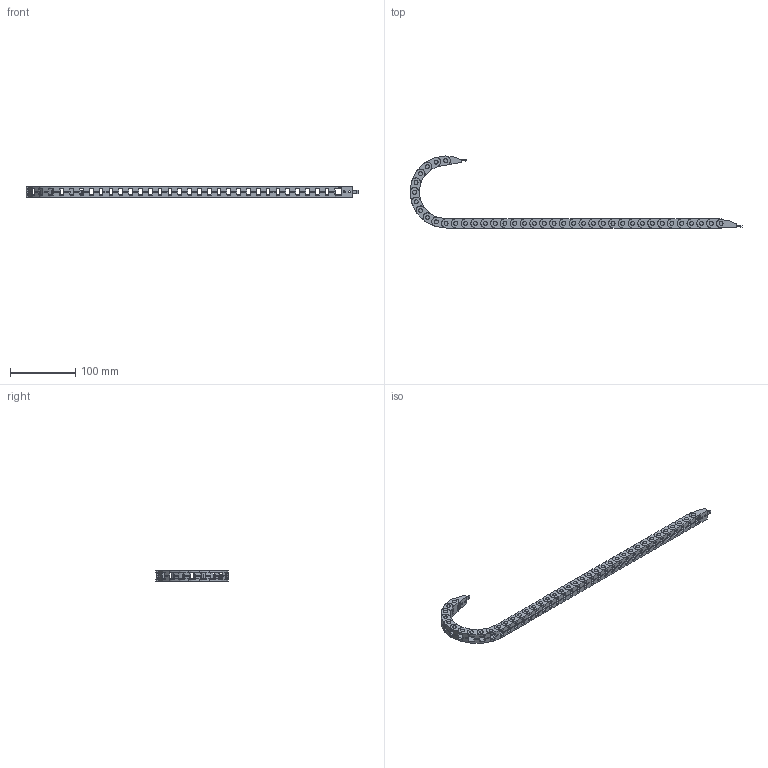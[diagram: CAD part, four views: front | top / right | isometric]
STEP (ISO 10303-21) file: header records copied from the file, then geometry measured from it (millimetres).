
FILE_DESCRIPTION (( 'STEP AP214' ), '1' );
FILE_NAME ('CDC-04X04R19T.STEP', '2024-12-05T20:27:23', ( '' ), ( '' ), 'SwSTEP 2.0', 'SolidWorks 2024', '' );
FILE_SCHEMA (( 'AUTOMOTIVE_DESIGN' ));
Length unit declared in the file: inch
Products named in the file (1): CDC-04X04R19T
Bounding box: 507 x 110.01 x 16.7 mm (x, y, z)
Volume: 64825.5 mm3; surface area: 92194.3 mm2
Topology: 40 solids, 40 shells, 2718 faces, 7672 edges, 5112 vertices
Faces by surface type: plane 1842, cylinder 872, cone 4
Full cylindrical faces by diameter (mm): 3.2 x4, 6 x78, 6.15 x76, 6.2 x2
Entity records: 88250 total; most frequent: CARTESIAN_POINT 15567, DIRECTION 15164, ORIENTED_EDGE 15016, EDGE_CURVE 7508, VECTOR 5138, LINE 5138, VERTEX_POINT 5112, AXIS2_PLACEMENT_3D 5013
